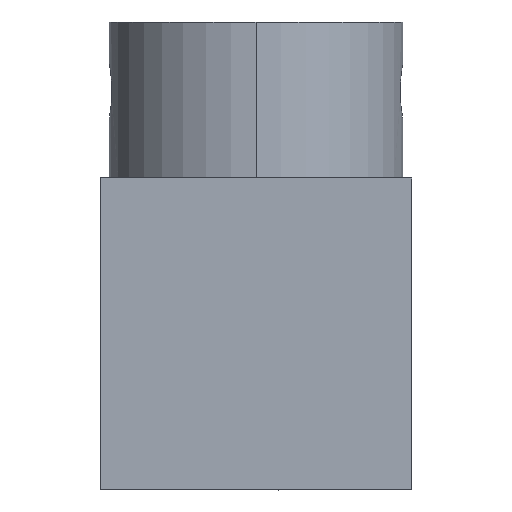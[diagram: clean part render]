
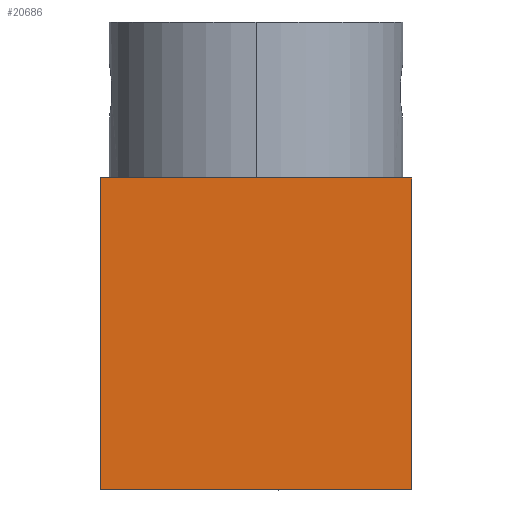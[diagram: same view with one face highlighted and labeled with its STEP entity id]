
A CAD part, left-side view. The second image highlights one B-rep face of the part: STEP entity #20686.
In plain terms, the highlighted planar face has unit normal (-1, 0, 0).
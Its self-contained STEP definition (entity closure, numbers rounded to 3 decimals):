
#601 = VECTOR ( 'NONE', #5476, 1000. ) ;
#988 = VECTOR ( 'NONE', #33711, 1000. ) ;
#2513 = VECTOR ( 'NONE', #15142, 1000. ) ;
#2680 = EDGE_CURVE ( 'NONE', #6546, #12983, #20235, .T. ) ;
#4380 = CARTESIAN_POINT ( 'NONE',  ( 0., 0., 34. ) ) ;
#5476 = DIRECTION ( 'NONE',  ( 0., -1., 0. ) ) ;
#6281 = CARTESIAN_POINT ( 'NONE',  ( 0., 0., 34. ) ) ;
#6546 = VERTEX_POINT ( 'NONE', #8743 ) ;
#6562 = FACE_OUTER_BOUND ( 'NONE', #15409, .T. ) ;
#7069 = ORIENTED_EDGE ( 'NONE', *, *, #12386, .T. ) ;
#7576 = AXIS2_PLACEMENT_3D ( 'NONE', #18537, #10518, #13203 ) ;
#7582 = CARTESIAN_POINT ( 'NONE',  ( 0., 34., 0. ) ) ;
#8340 = ORIENTED_EDGE ( 'NONE', *, *, #33083, .F. ) ;
#8743 = CARTESIAN_POINT ( 'NONE',  ( 0., 34., 34. ) ) ;
#10518 = DIRECTION ( 'NONE',  ( 1., 0., 0. ) ) ;
#10524 = VERTEX_POINT ( 'NONE', #31003 ) ;
#12386 = EDGE_CURVE ( 'NONE', #6546, #15283, #30889, .T. ) ;
#12983 = VERTEX_POINT ( 'NONE', #6281 ) ;
#13203 = DIRECTION ( 'NONE',  ( 0., 0., -1. ) ) ;
#13992 = LINE ( 'NONE', #33549, #988 ) ;
#14391 = CARTESIAN_POINT ( 'NONE',  ( 0., 34., 34. ) ) ;
#15142 = DIRECTION ( 'NONE',  ( 0., 0., -1. ) ) ;
#15283 = VERTEX_POINT ( 'NONE', #7582 ) ;
#15409 = EDGE_LOOP ( 'NONE', ( #23834, #8340, #25654, #7069 ) ) ;
#18309 = VECTOR ( 'NONE', #30250, 1000. ) ;
#18537 = CARTESIAN_POINT ( 'NONE',  ( 0., 0., 34. ) ) ;
#20235 = LINE ( 'NONE', #32203, #601 ) ;
#20686 = ADVANCED_FACE ( 'NONE', ( #6562 ), #32104, .F. ) ;
#23834 = ORIENTED_EDGE ( 'NONE', *, *, #26417, .T. ) ;
#25654 = ORIENTED_EDGE ( 'NONE', *, *, #2680, .F. ) ;
#26417 = EDGE_CURVE ( 'NONE', #15283, #10524, #13992, .T. ) ;
#30250 = DIRECTION ( 'NONE',  ( 0., 0., -1. ) ) ;
#30889 = LINE ( 'NONE', #14391, #18309 ) ;
#31003 = CARTESIAN_POINT ( 'NONE',  ( 0., 0., 0. ) ) ;
#31794 = LINE ( 'NONE', #4380, #2513 ) ;
#32104 = PLANE ( 'NONE',  #7576 ) ;
#32203 = CARTESIAN_POINT ( 'NONE',  ( 0., 0., 34. ) ) ;
#33083 = EDGE_CURVE ( 'NONE', #12983, #10524, #31794, .T. ) ;
#33549 = CARTESIAN_POINT ( 'NONE',  ( 0., 0., 0. ) ) ;
#33711 = DIRECTION ( 'NONE',  ( 0., -1., 0. ) ) ;
